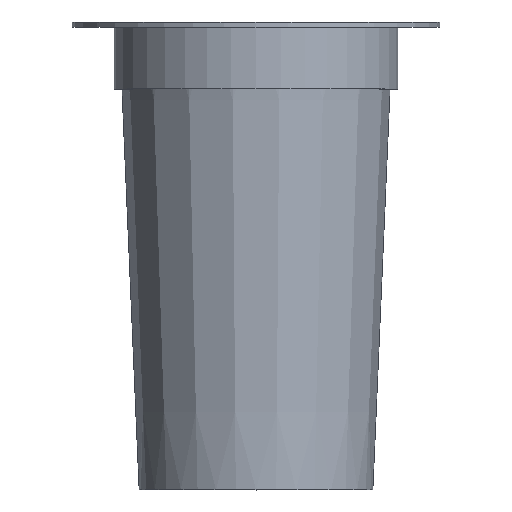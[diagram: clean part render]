
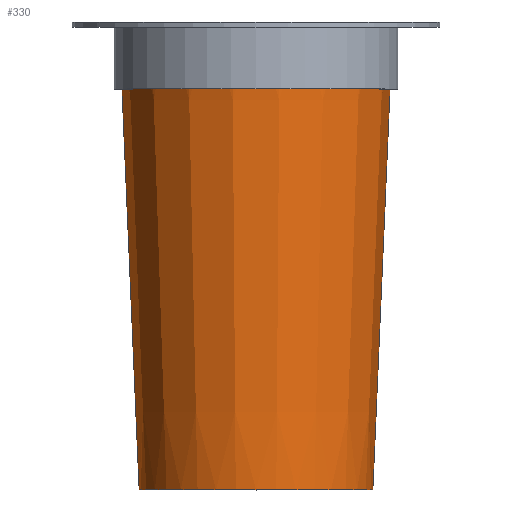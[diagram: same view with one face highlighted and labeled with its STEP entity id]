
A CAD part, top view. The second image highlights one B-rep face of the part: STEP entity #330.
In plain terms, the highlighted conical face has half-angle 2.454 degrees and reference radius 7.6 mm.
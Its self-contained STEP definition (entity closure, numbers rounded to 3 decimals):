
#243=CARTESIAN_POINT('',(0.,28.,0.));
#244=DIRECTION('',(0.,1.,0.));
#245=DIRECTION('',(-1.,0.,0.));
#246=AXIS2_PLACEMENT_3D('',#243,#244,#245);
#248=DIRECTION('',(0.043,-0.999,0.));
#249=VECTOR('',#248,28.026);
#250=CARTESIAN_POINT('',(-8.2,28.,0.));
#251=LINE('',#250,#249);
#252=DIRECTION('',(-0.043,-0.999,0.));
#253=VECTOR('',#252,28.026);
#254=CARTESIAN_POINT('',(8.2,28.,0.));
#255=LINE('',#254,#253);
#266=CARTESIAN_POINT('',(0.,0.,0.));
#267=DIRECTION('',(0.,1.,0.));
#268=DIRECTION('',(-1.,0.,0.));
#269=AXIS2_PLACEMENT_3D('',#266,#267,#268);
#299=CARTESIAN_POINT('',(-8.2,28.,0.));
#300=CARTESIAN_POINT('',(-7.,0.,0.));
#301=VERTEX_POINT('',#299);
#302=VERTEX_POINT('',#300);
#307=CARTESIAN_POINT('',(8.2,28.,0.));
#308=CARTESIAN_POINT('',(7.,0.,0.));
#309=VERTEX_POINT('',#307);
#310=VERTEX_POINT('',#308);
#315=CARTESIAN_POINT('',(0.,14.,0.));
#316=DIRECTION('',(0.,1.,0.));
#317=DIRECTION('',(1.,0.,0.));
#318=AXIS2_PLACEMENT_3D('',#315,#316,#317);
#319=CONICAL_SURFACE('',#318,7.6,2.454);
#321=ORIENTED_EDGE('',*,*,#320,.F.);
#323=ORIENTED_EDGE('',*,*,#322,.T.);
#325=ORIENTED_EDGE('',*,*,#324,.T.);
#327=ORIENTED_EDGE('',*,*,#326,.F.);
#328=EDGE_LOOP('',(#321,#323,#325,#327));
#329=FACE_OUTER_BOUND('',#328,.F.);
#330=ADVANCED_FACE('',(#329),#319,.T.);
#247=CIRCLE('',#246,8.2);
#270=CIRCLE('',#269,7.);
#320=EDGE_CURVE('',#301,#302,#251,.T.);
#322=EDGE_CURVE('',#301,#309,#247,.T.);
#324=EDGE_CURVE('',#309,#310,#255,.T.);
#326=EDGE_CURVE('',#302,#310,#270,.T.);
